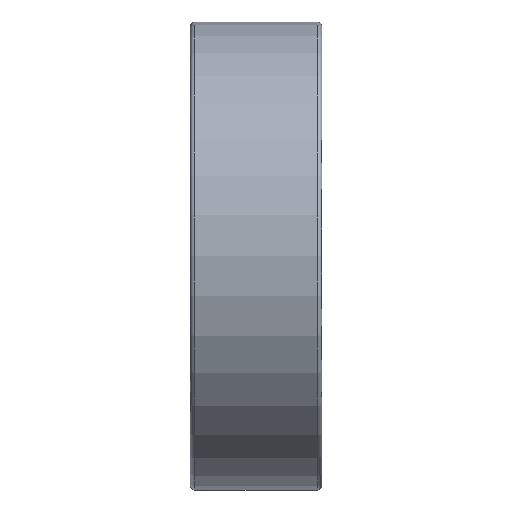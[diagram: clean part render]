
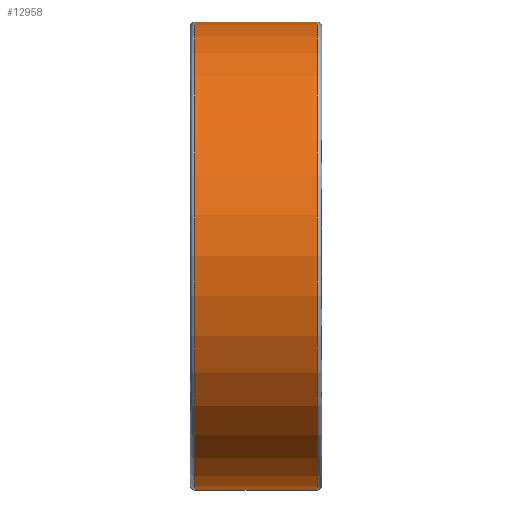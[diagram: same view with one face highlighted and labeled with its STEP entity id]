
A CAD part, top view. The second image highlights one B-rep face of the part: STEP entity #12958.
In plain terms, the highlighted cylindrical face has radius 16 mm (diameter 32 mm), a partial arc.
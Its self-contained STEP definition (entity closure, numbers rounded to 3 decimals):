
#3263=CARTESIAN_POINT('',(-4.2,0.,0.));
#3264=DIRECTION('',(1.,0.,0.));
#3265=DIRECTION('',(0.,1.,0.));
#3266=AXIS2_PLACEMENT_3D('',#3263,#3264,#3265);
#3271=CARTESIAN_POINT('',(4.2,0.,0.));
#3272=DIRECTION('',(1.,0.,0.));
#3273=DIRECTION('',(0.,1.,0.));
#3274=AXIS2_PLACEMENT_3D('',#3271,#3272,#3273);
#3287=DIRECTION('',(-1.,0.,0.));
#3288=VECTOR('',#3287,8.4);
#3289=CARTESIAN_POINT('',(4.2,-16.,0.));
#3290=LINE('',#3289,#3288);
#3302=DIRECTION('',(-1.,0.,0.));
#3303=VECTOR('',#3302,8.4);
#3304=CARTESIAN_POINT('',(4.2,16.,0.));
#3305=LINE('',#3304,#3303);
#10018=CARTESIAN_POINT('',(-4.2,16.,0.));
#10019=CARTESIAN_POINT('',(-4.2,-16.,0.));
#10020=VERTEX_POINT('',#10018);
#10021=VERTEX_POINT('',#10019);
#10022=CARTESIAN_POINT('',(4.2,16.,0.));
#10023=CARTESIAN_POINT('',(4.2,-16.,0.));
#10024=VERTEX_POINT('',#10022);
#10025=VERTEX_POINT('',#10023);
#12944=CARTESIAN_POINT('',(-4.95,0.,0.));
#12945=DIRECTION('',(1.,0.,0.));
#12946=DIRECTION('',(0.,-1.,0.));
#12947=AXIS2_PLACEMENT_3D('',#12944,#12945,#12946);
#12948=CYLINDRICAL_SURFACE('',#12947,16.);
#12949=ORIENTED_EDGE('',*,*,#12934,.F.);
#12951=ORIENTED_EDGE('',*,*,#12950,.F.);
#12953=ORIENTED_EDGE('',*,*,#12952,.T.);
#12955=ORIENTED_EDGE('',*,*,#12954,.T.);
#12956=EDGE_LOOP('',(#12949,#12951,#12953,#12955));
#12957=FACE_OUTER_BOUND('',#12956,.F.);
#3267=CIRCLE('',#3266,16.);
#3275=CIRCLE('',#3274,16.);
#12934=EDGE_CURVE('',#10020,#10021,#3267,.T.);
#12950=EDGE_CURVE('',#10024,#10020,#3305,.T.);
#12952=EDGE_CURVE('',#10024,#10025,#3275,.T.);
#12954=EDGE_CURVE('',#10025,#10021,#3290,.T.);
#12958=ADVANCED_FACE('',(#12957),#12948,.T.);
